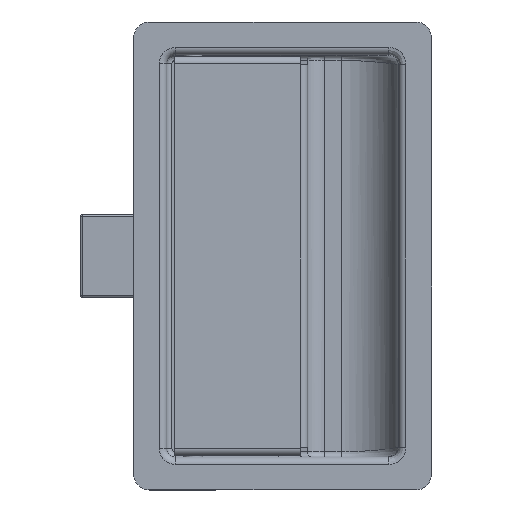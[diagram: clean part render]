
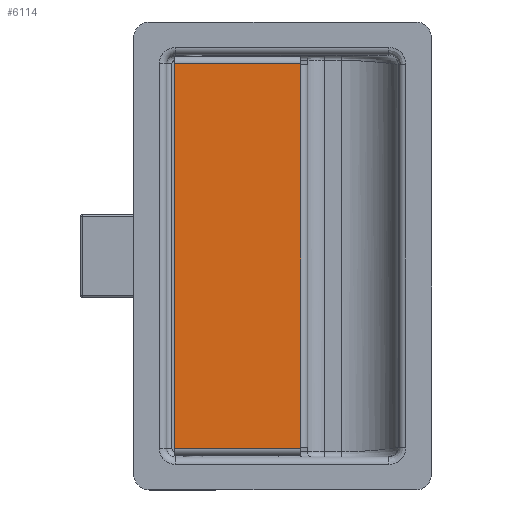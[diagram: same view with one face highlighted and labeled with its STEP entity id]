
A CAD part, top view. The second image highlights one B-rep face of the part: STEP entity #6114.
In plain terms, the highlighted face is planar.
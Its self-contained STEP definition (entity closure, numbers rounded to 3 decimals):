
#363=LINE('',#11335,#897);
#364=LINE('',#11337,#898);
#365=LINE('',#11339,#899);
#366=LINE('',#11341,#900);
#367=LINE('',#11343,#901);
#368=LINE('',#11344,#902);
#897=VECTOR('',#7666,23.7);
#898=VECTOR('',#7667,72.4);
#899=VECTOR('',#7668,23.7);
#900=VECTOR('',#7669,0.2);
#901=VECTOR('',#7670,72.);
#902=VECTOR('',#7671,0.2);
#1317=PLANE('',#6603);
#1633=FACE_OUTER_BOUND('',#2060,.T.);
#2060=EDGE_LOOP('',(#4628,#4629,#4630,#4631,#4632,#4633));
#2873=VERTEX_POINT('',#11333);
#2874=VERTEX_POINT('',#11334);
#2875=VERTEX_POINT('',#11336);
#2876=VERTEX_POINT('',#11338);
#2877=VERTEX_POINT('',#11340);
#2878=VERTEX_POINT('',#11342);
#3492=EDGE_CURVE('',#2873,#2874,#363,.T.);
#3493=EDGE_CURVE('',#2875,#2874,#364,.T.);
#3494=EDGE_CURVE('',#2875,#2876,#365,.T.);
#3495=EDGE_CURVE('',#2876,#2877,#366,.T.);
#3496=EDGE_CURVE('',#2877,#2878,#367,.T.);
#3497=EDGE_CURVE('',#2873,#2878,#368,.T.);
#4628=ORIENTED_EDGE('',*,*,#3492,.T.);
#4629=ORIENTED_EDGE('',*,*,#3493,.F.);
#4630=ORIENTED_EDGE('',*,*,#3494,.T.);
#4631=ORIENTED_EDGE('',*,*,#3495,.T.);
#4632=ORIENTED_EDGE('',*,*,#3496,.T.);
#4633=ORIENTED_EDGE('',*,*,#3497,.F.);
#6114=ADVANCED_FACE('',(#1633),#1317,.F.);
#6603=AXIS2_PLACEMENT_3D('',#11332,#7664,#7665);
#7664=DIRECTION('center_axis',(0.,-1.,0.));
#7665=DIRECTION('ref_axis',(1.,0.,0.));
#7666=DIRECTION('',(-1.,0.,0.));
#7667=DIRECTION('',(0.,0.,-1.));
#7668=DIRECTION('',(1.,0.,0.));
#7669=DIRECTION('',(0.,0.,-1.));
#7670=DIRECTION('',(0.,0.,-1.));
#7671=DIRECTION('',(0.,0.,1.));
#11332=CARTESIAN_POINT('Origin',(0.,0.,37.5));
#11333=CARTESIAN_POINT('',(23.7,0.,-36.2));
#11334=CARTESIAN_POINT('',(0.,0.,-36.2));
#11335=CARTESIAN_POINT('',(23.7,0.,-36.2));
#11336=CARTESIAN_POINT('',(0.,0.,36.2));
#11337=CARTESIAN_POINT('',(0.,0.,37.5));
#11338=CARTESIAN_POINT('',(23.7,0.,36.2));
#11339=CARTESIAN_POINT('',(0.,0.,36.2));
#11340=CARTESIAN_POINT('',(23.7,0.,36.));
#11341=CARTESIAN_POINT('',(23.7,0.,37.5));
#11342=CARTESIAN_POINT('',(23.7,0.,-36.));
#11343=CARTESIAN_POINT('',(23.7,0.,37.5));
#11344=CARTESIAN_POINT('',(23.7,0.,-37.5));
